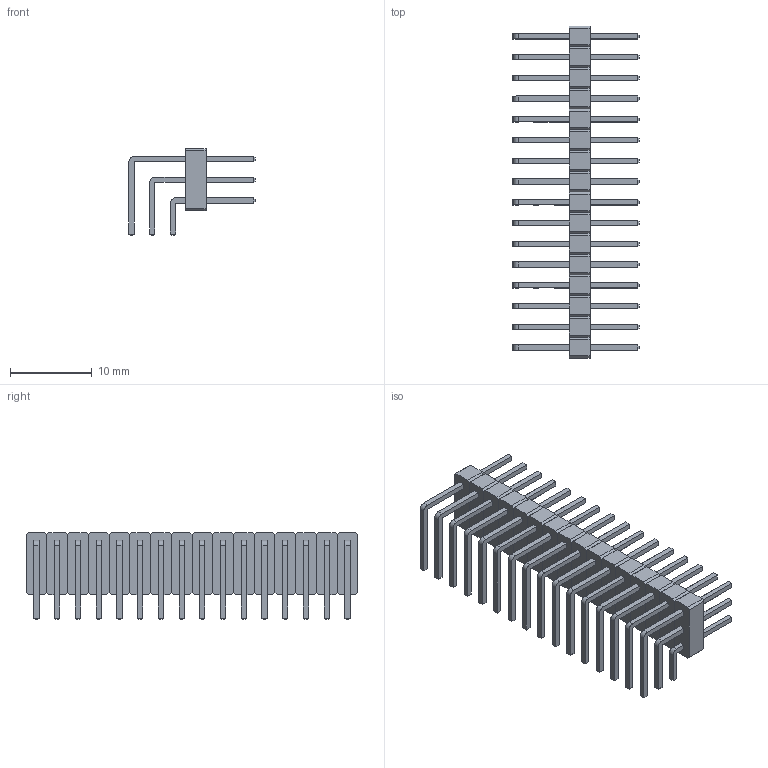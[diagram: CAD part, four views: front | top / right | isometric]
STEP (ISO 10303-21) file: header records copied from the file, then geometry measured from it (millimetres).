
FILE_DESCRIPTION(('FreeCAD Model'),'2;1');
FILE_NAME('Open CASCADE Shape Model','2022-01-07T04:55:22',( 'kicad StepUp'),('ksu MCAD'),'Open CASCADE STEP processor 7.5', 'FreeCAD','Unknown');
FILE_SCHEMA(('AUTOMOTIVE_DESIGN { 1 0 10303 214 1 1 1 1 }'));
Length unit declared in the file: millimetre
Products named in the file (1): PinHeader_3x16_P2.54mm_Horizontal
Bounding box: 15.44 x 40.64 x 10.62 mm (x, y, z)
Volume: 1107.3 mm3; surface area: 4067.6 mm2
Topology: 64 solids, 64 shells, 1168 faces, 2736 edges, 1696 vertices
Faces by surface type: plane 1120, cylinder 48
Entity records: 41077 total; most frequent: CARTESIAN_POINT 5601, ORIENTED_EDGE 5472, DIRECTION 5170, EDGE_CURVE 2736, LINE 2640, VECTOR 2640, VERTEX_POINT 1696, AXIS2_PLACEMENT_3D 1265
